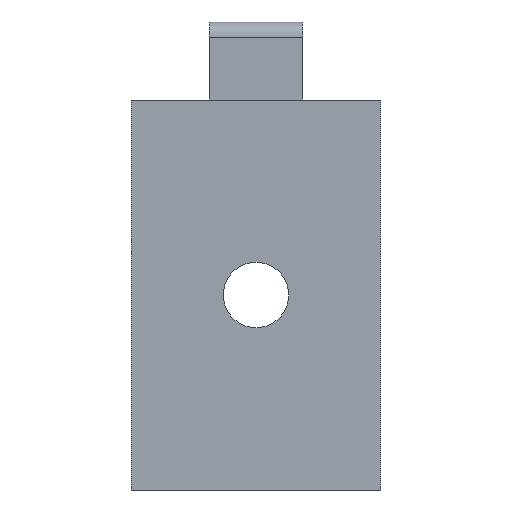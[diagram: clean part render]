
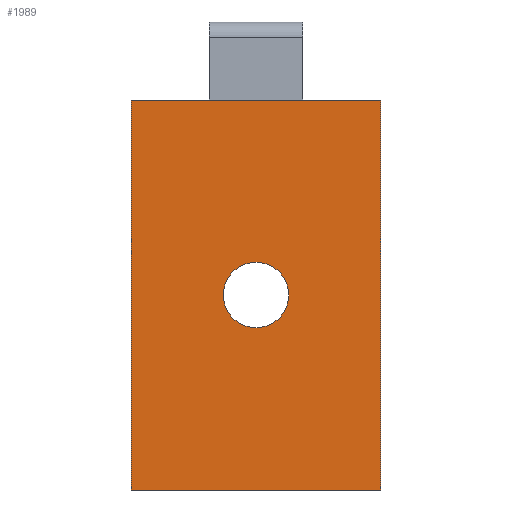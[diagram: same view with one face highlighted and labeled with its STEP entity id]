
A CAD part, left-side view. The second image highlights one B-rep face of the part: STEP entity #1989.
In plain terms, the highlighted planar face has unit normal (-1, 0, 0).
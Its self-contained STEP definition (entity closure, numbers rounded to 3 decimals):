
#31=FACE_BOUND('',#188,.T.);
#51=CIRCLE('',#2099,10.5);
#92=FACE_OUTER_BOUND('',#187,.T.);
#187=EDGE_LOOP('',(#1310,#1311,#1312,#1313));
#188=EDGE_LOOP('',(#1314));
#302=LINE('',#2771,#561);
#303=LINE('',#2773,#562);
#304=LINE('',#2775,#563);
#305=LINE('',#2776,#564);
#561=VECTOR('',#2238,10.);
#562=VECTOR('',#2239,10.);
#563=VECTOR('',#2240,10.);
#564=VECTOR('',#2241,10.);
#820=VERTEX_POINT('',#2769);
#821=VERTEX_POINT('',#2770);
#822=VERTEX_POINT('',#2772);
#823=VERTEX_POINT('',#2774);
#824=VERTEX_POINT('',#2777);
#1010=EDGE_CURVE('',#820,#821,#302,.T.);
#1011=EDGE_CURVE('',#821,#822,#303,.T.);
#1012=EDGE_CURVE('',#822,#823,#304,.T.);
#1013=EDGE_CURVE('',#823,#820,#305,.T.);
#1014=EDGE_CURVE('',#824,#824,#51,.T.);
#1310=ORIENTED_EDGE('',*,*,#1010,.T.);
#1311=ORIENTED_EDGE('',*,*,#1011,.T.);
#1312=ORIENTED_EDGE('',*,*,#1012,.T.);
#1313=ORIENTED_EDGE('',*,*,#1013,.T.);
#1314=ORIENTED_EDGE('',*,*,#1014,.T.);
#1910=PLANE('',#2098);
#1989=ADVANCED_FACE('',(#92,#31),#1910,.T.);
#2098=AXIS2_PLACEMENT_3D('',#2768,#2236,#2237);
#2099=AXIS2_PLACEMENT_3D('',#2778,#2242,#2243);
#2236=DIRECTION('center_axis',(-1.,0.,0.));
#2237=DIRECTION('ref_axis',(0.,0.,1.));
#2238=DIRECTION('',(0.,0.,1.));
#2239=DIRECTION('',(0.,1.,0.));
#2240=DIRECTION('',(0.,0.,-1.));
#2241=DIRECTION('',(0.,-1.,0.));
#2242=DIRECTION('center_axis',(1.,0.,0.));
#2243=DIRECTION('ref_axis',(0.,1.,0.));
#2768=CARTESIAN_POINT('Origin',(-64.,0.,-62.5));
#2769=CARTESIAN_POINT('',(-64.,0.,-62.5));
#2770=CARTESIAN_POINT('',(-64.,0.,62.5));
#2771=CARTESIAN_POINT('',(-64.,0.,62.5));
#2772=CARTESIAN_POINT('',(-64.,80.,62.5));
#2773=CARTESIAN_POINT('',(-64.,0.,62.5));
#2774=CARTESIAN_POINT('',(-64.,80.,-62.5));
#2775=CARTESIAN_POINT('',(-64.,80.,62.5));
#2776=CARTESIAN_POINT('',(-64.,0.,-62.5));
#2777=CARTESIAN_POINT('',(-64.,29.5,0.));
#2778=CARTESIAN_POINT('Origin',(-64.,40.,0.));
